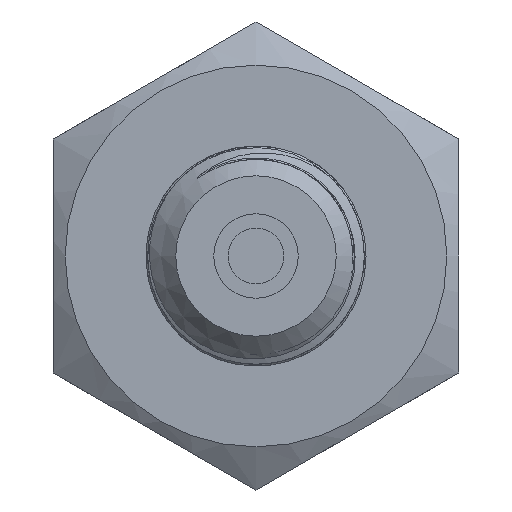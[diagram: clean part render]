
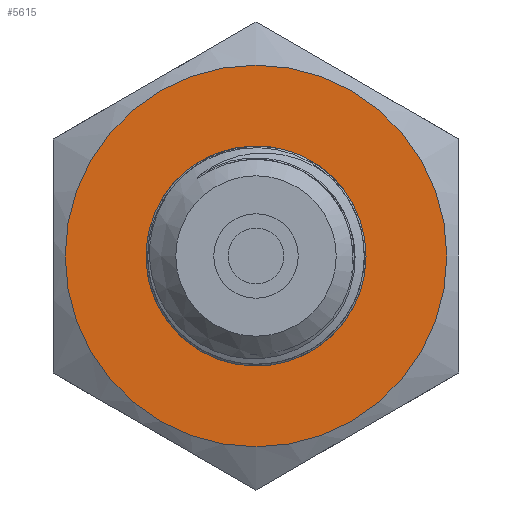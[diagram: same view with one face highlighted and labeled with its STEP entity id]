
A CAD part, left-side view. The second image highlights one B-rep face of the part: STEP entity #5615.
In plain terms, the highlighted planar face has unit normal (-1, 0, 0).
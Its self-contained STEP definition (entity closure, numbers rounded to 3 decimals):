
#319=FACE_BOUND('',#1008,.T.);
#353=PLANE('',#5870);
#663=FACE_OUTER_BOUND('',#1007,.T.);
#1007=EDGE_LOOP('',(#5178));
#1008=EDGE_LOOP('',(#5179));
#1133=CIRCLE('',#5834,11.3);
#1148=CIRCLE('',#5868,6.5);
#2694=VERTEX_POINT('',#13487);
#2721=VERTEX_POINT('',#17411);
#3496=EDGE_CURVE('',#2694,#2694,#1133,.T.);
#3544=EDGE_CURVE('',#2721,#2721,#1148,.T.);
#5178=ORIENTED_EDGE('',*,*,#3496,.T.);
#5179=ORIENTED_EDGE('',*,*,#3544,.T.);
#5615=ADVANCED_FACE('',(#663,#319),#353,.T.);
#5834=AXIS2_PLACEMENT_3D('',#13489,#6587,#6588);
#5868=AXIS2_PLACEMENT_3D('',#17412,#6666,#6667);
#5870=AXIS2_PLACEMENT_3D('',#17414,#6670,#6671);
#6587=DIRECTION('center_axis',(-1.,0.,0.));
#6588=DIRECTION('ref_axis',(0.,1.,0.));
#6666=DIRECTION('center_axis',(1.,0.,0.));
#6667=DIRECTION('ref_axis',(0.,0.,-1.));
#6670=DIRECTION('center_axis',(-1.,0.,0.));
#6671=DIRECTION('ref_axis',(0.,0.,1.));
#13487=CARTESIAN_POINT('',(15.,-11.3,0.));
#13489=CARTESIAN_POINT('Origin',(15.,0.,0.));
#17411=CARTESIAN_POINT('',(15.,0.,6.5));
#17412=CARTESIAN_POINT('Origin',(15.,0.,0.));
#17414=CARTESIAN_POINT('Origin',(15.,12.,0.));
